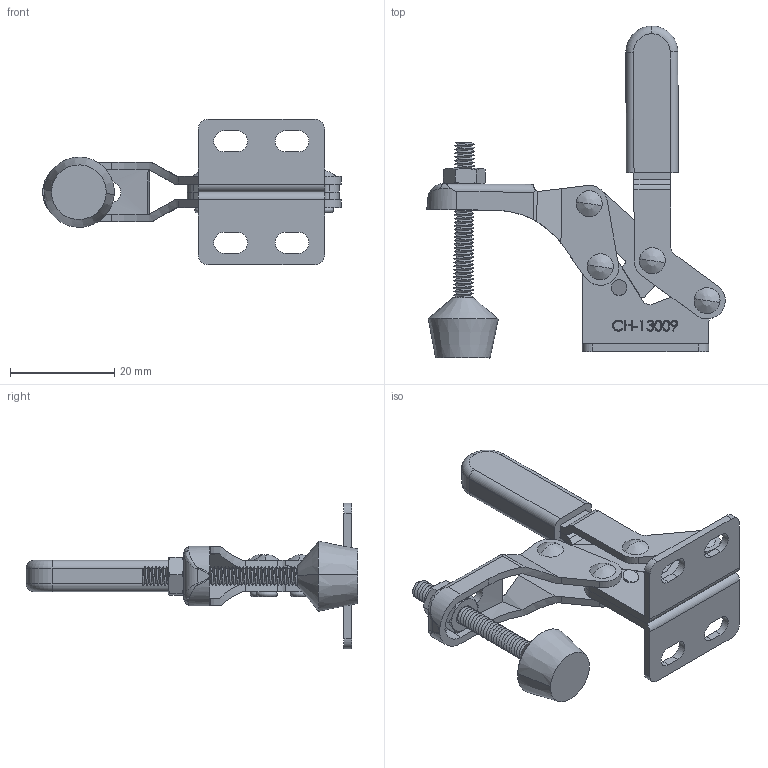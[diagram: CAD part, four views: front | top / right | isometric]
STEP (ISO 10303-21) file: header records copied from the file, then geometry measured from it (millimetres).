
FILE_DESCRIPTION (( 'STEP AP203' ), '1' );
FILE_NAME ('CH-13009.STEP', '2012-09-26T09:40:10', ( '微软用户' ), ( '微软中国' ), 'SwSTEP 2.0', 'SolidWorks 2010', '' );
FILE_SCHEMA (( 'CONFIG_CONTROL_DESIGN' ));
Products named in the file (9): CH-13009-04 CONNECTING-PLATE; CH-13009-06; CH-13009; CH-13009-01 FLANGED BASE; CH-13009-02 BAR; CH-13009-03 HANDLE; M4 Nut; CH-13009-05; CH-FC-044207 SPINDLE SUPPLIED
Assembly tree (12 placements, depth 2):
  CH-13009
    M4 Nut  x2
    CH-13009-03 HANDLE
    CH-13009-05  x4
    CH-FC-044207 SPINDLE SUPPLIED
    CH-13009-01 FLANGED BASE
    CH-13009-04 CONNECTING-PLATE
    CH-13009-02 BAR
    CH-13009-06
Bounding box: 57.34 x 63.78 x 28 mm (x, y, z)
Volume: 7287.9 mm3; surface area: 11109.3 mm2
Topology: 15 solids, 16 shells, 654 faces, 1754 edges, 1145 vertices
Faces by surface type: plane 258, bspline 203, cylinder 146, cone 31, torus 16
Entity records: 41931 total; most frequent: CARTESIAN_POINT 26986, ORIENTED_EDGE 3228, DIRECTION 2276, EDGE_CURVE 1614, VERTEX_POINT 1067, VECTOR 884, LINE 884, AXIS2_PLACEMENT_3D 696
